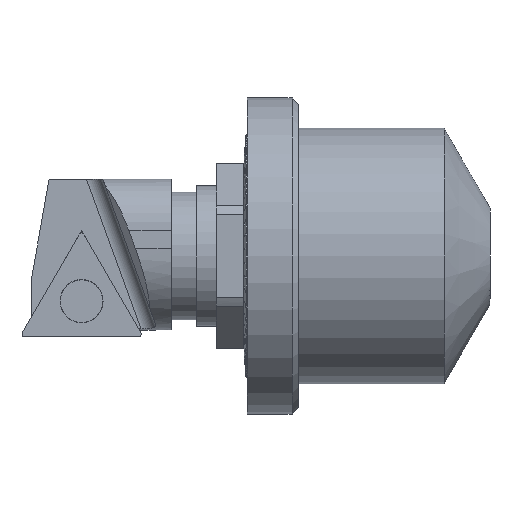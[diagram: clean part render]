
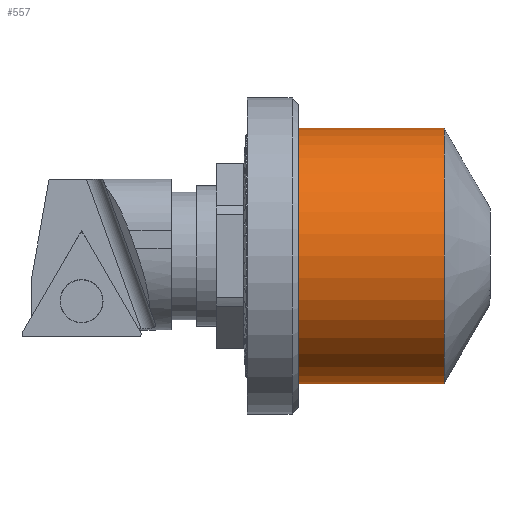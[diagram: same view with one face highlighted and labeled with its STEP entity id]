
A CAD part, front view. The second image highlights one B-rep face of the part: STEP entity #557.
In plain terms, the highlighted cylindrical face has radius 9.996 mm (diameter 19.993 mm), a full revolution.
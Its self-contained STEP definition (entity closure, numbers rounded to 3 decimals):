
#210=FACE_BOUND('',#1190,.T.);
#211=FACE_BOUND('',#1191,.T.);
#557=ADVANCED_FACE('',(#210,#211),#838,.T.);
#838=CYLINDRICAL_SURFACE('',#6228,9.997);
#1190=EDGE_LOOP('',(#3027));
#1191=EDGE_LOOP('',(#3028));
#1649=CIRCLE('',#6223,9.997);
#1651=CIRCLE('',#6227,9.997);
#3027=ORIENTED_EDGE('',*,*,#5252,.F.);
#3028=ORIENTED_EDGE('',*,*,#5254,.T.);
#4644=VERTEX_POINT('',#8474);
#4646=VERTEX_POINT('',#8480);
#5252=EDGE_CURVE('',#4644,#4644,#1649,.T.);
#5254=EDGE_CURVE('',#4646,#4646,#1651,.T.);
#6223=AXIS2_PLACEMENT_3D('',#8473,#6871,#6872);
#6227=AXIS2_PLACEMENT_3D('',#8479,#6879,#6880);
#6228=AXIS2_PLACEMENT_3D('',#8481,#6881,#6882);
#6871=DIRECTION('',(1.,0.,0.));
#6872=DIRECTION('',(0.,0.,1.));
#6879=DIRECTION('',(1.,0.,0.));
#6880=DIRECTION('',(0.,0.,-1.));
#6881=DIRECTION('',(1.,0.,0.));
#6882=DIRECTION('',(0.,0.,1.));
#8473=CARTESIAN_POINT('',(11.398,0.,0.));
#8474=CARTESIAN_POINT('',(11.398,0.,9.996));
#8479=CARTESIAN_POINT('',(0.,0.,0.));
#8480=CARTESIAN_POINT('',(0.,0.,-9.997));
#8481=CARTESIAN_POINT('',(87.976,0.,0.));
